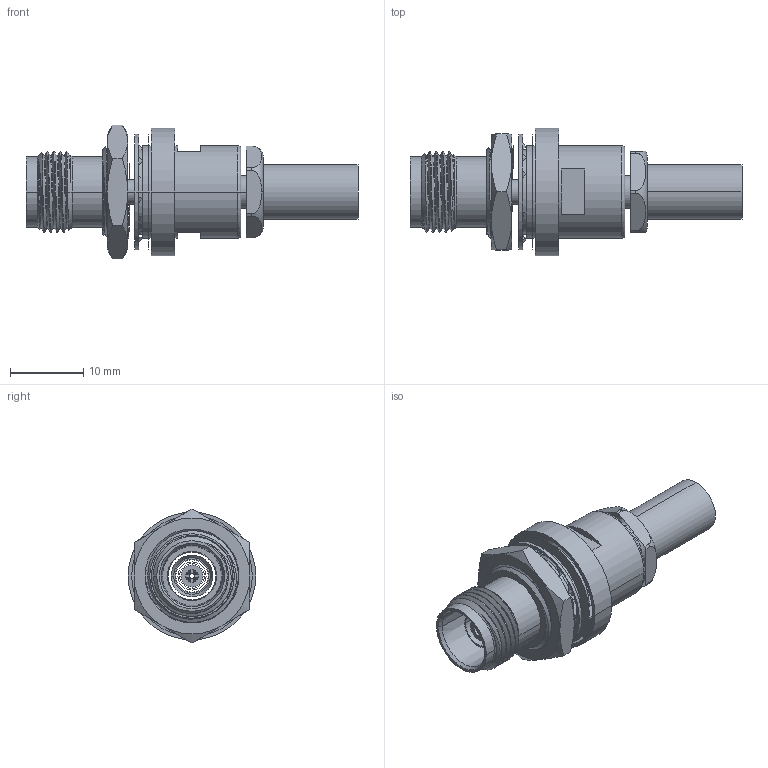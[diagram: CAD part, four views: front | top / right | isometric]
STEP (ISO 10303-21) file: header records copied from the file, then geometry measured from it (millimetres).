
FILE_DESCRIPTION((''),'2;1');
FILE_NAME('82-5770','2014-01-16T',('Mohan'),(''),'PRO/ENGINEER BY PARAMETRIC TECHNOLOGY CORPORATION, 2010100','PRO/ENGINEER BY PARAMETRIC TECHNOLOGY CORPORATION, 2010100','');
FILE_SCHEMA(('CONFIG_CONTROL_DESIGN'));
Length unit declared in the file: millimetre
Products named in the file (1): 82-5770
Bounding box: 45.47 x 17.48 x 18.33 mm (x, y, z)
Surface area: 3477.4 mm2 (no closed solid volume)
Topology: 0 solids, 23 shells, 150 faces, 484 edges, 356 vertices
Faces by surface type: cylinder 53, plane 37, cone 30, bspline 24, torus 6
Entity records: 9242 total; most frequent: CARTESIAN_POINT 5195, DIRECTION 806, ORIENTED_EDGE 738, EDGE_CURVE 484, VERTEX_POINT 356, AXIS2_PLACEMENT_3D 319, CIRCLE 193, VECTOR 168
